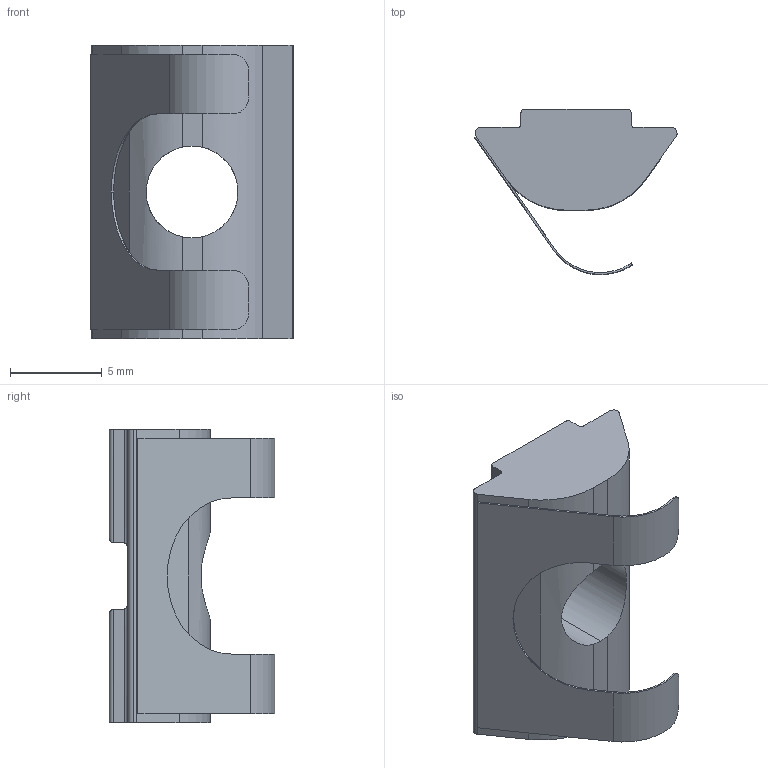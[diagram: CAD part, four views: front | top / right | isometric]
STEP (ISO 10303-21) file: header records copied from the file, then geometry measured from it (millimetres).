
FILE_DESCRIPTION(('STEP AP203'),'1');
FILE_NAME('fath_096286f.stp','2021-07-09T10:54:56',('TraceParts'),('TraceParts S.A.'),'Spatial InterOp 3D',' ',' ');
FILE_SCHEMA(('CONFIG_CONTROL_DESIGN'));
Length unit declared in the file: millimetre
Products named in the file (1): 1
Bounding box: 11.01 x 9 x 16 mm (x, y, z)
Volume: 565.1 mm3; surface area: 701 mm2
Topology: 1 solids, 1 shells, 52 faces, 151 edges, 100 vertices
Faces by surface type: cylinder 28, plane 24
Entity records: 1927 total; most frequent: CARTESIAN_POINT 500, ORIENTED_EDGE 302, DIRECTION 281, EDGE_CURVE 151, VERTEX_POINT 100, AXIS2_PLACEMENT_3D 97, LINE 87, VECTOR 87
